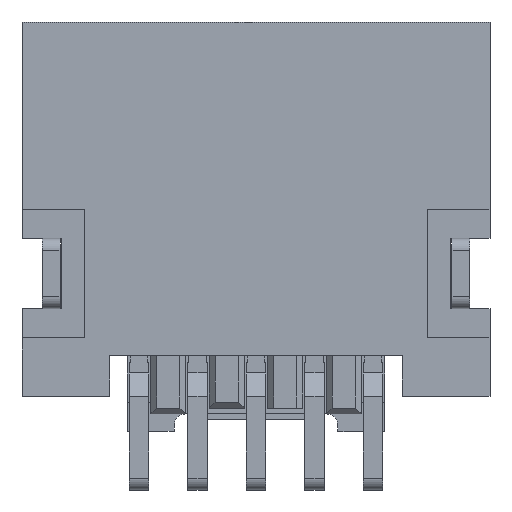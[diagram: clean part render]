
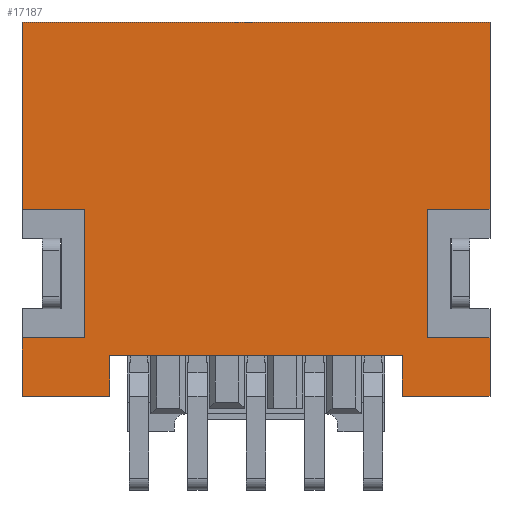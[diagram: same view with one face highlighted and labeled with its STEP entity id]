
A CAD part, front view. The second image highlights one B-rep face of the part: STEP entity #17187.
In plain terms, the highlighted planar face has unit normal (0, -1, 0).
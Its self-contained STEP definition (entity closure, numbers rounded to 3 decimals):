
#81 = LINE ( 'NONE', #8996, #23328 ) ;
#148 = CARTESIAN_POINT ( 'NONE',  ( 2., 0., 0.75 ) ) ;
#311 = ORIENTED_EDGE ( 'NONE', *, *, #14042, .T. ) ;
#365 = CARTESIAN_POINT ( 'NONE',  ( 2., 0., 2.35 ) ) ;
#532 = CARTESIAN_POINT ( 'NONE',  ( -1.465, 0., -0.35 ) ) ;
#728 = CARTESIAN_POINT ( 'NONE',  ( -1.25, 0., -0.85 ) ) ;
#1632 = DIRECTION ( 'NONE',  ( -1., 0., 0. ) ) ;
#1703 = ORIENTED_EDGE ( 'NONE', *, *, #5884, .F. ) ;
#1807 = EDGE_CURVE ( 'NONE', #19362, #2476, #6250, .T. ) ;
#1987 = CARTESIAN_POINT ( 'NONE',  ( 2., 0., -0.85 ) ) ;
#2221 = CARTESIAN_POINT ( 'NONE',  ( 0., 0., 0.75 ) ) ;
#2476 = VERTEX_POINT ( 'NONE', #22079 ) ;
#2520 = LINE ( 'NONE', #728, #10924 ) ;
#2583 = VECTOR ( 'NONE', #13287, 1000. ) ;
#2663 = EDGE_CURVE ( 'NONE', #20722, #13885, #10440, .T. ) ;
#2709 = EDGE_CURVE ( 'NONE', #5603, #3904, #14115, .T. ) ;
#2830 = EDGE_CURVE ( 'NONE', #23244, #15912, #10788, .T. ) ;
#3345 = VERTEX_POINT ( 'NONE', #16796 ) ;
#3562 = ORIENTED_EDGE ( 'NONE', *, *, #2663, .F. ) ;
#3768 = DIRECTION ( 'NONE',  ( 0., 0., 1. ) ) ;
#3814 = AXIS2_PLACEMENT_3D ( 'NONE', #2221, #16707, #7691 ) ;
#3904 = VERTEX_POINT ( 'NONE', #6071 ) ;
#4528 = EDGE_CURVE ( 'NONE', #3345, #19672, #14674, .T. ) ;
#4665 = DIRECTION ( 'NONE',  ( 1., 0., 0. ) ) ;
#4684 = CARTESIAN_POINT ( 'NONE',  ( 1.25, 0., -0.85 ) ) ;
#4749 = CARTESIAN_POINT ( 'NONE',  ( -2., 0., -0.35 ) ) ;
#5167 = ORIENTED_EDGE ( 'NONE', *, *, #1807, .T. ) ;
#5395 = EDGE_CURVE ( 'NONE', #5603, #8857, #20883, .T. ) ;
#5603 = VERTEX_POINT ( 'NONE', #13261 ) ;
#5884 = EDGE_CURVE ( 'NONE', #8857, #20722, #10241, .T. ) ;
#5939 = ORIENTED_EDGE ( 'NONE', *, *, #2709, .T. ) ;
#6071 = CARTESIAN_POINT ( 'NONE',  ( -1.465, 0., 0.75 ) ) ;
#6250 = LINE ( 'NONE', #11601, #17066 ) ;
#6278 = VERTEX_POINT ( 'NONE', #8438 ) ;
#7409 = ORIENTED_EDGE ( 'NONE', *, *, #12243, .F. ) ;
#7459 = CARTESIAN_POINT ( 'NONE',  ( 1.465, 0., -0.35 ) ) ;
#7691 = DIRECTION ( 'NONE',  ( 1., 0., 0. ) ) ;
#7748 = DIRECTION ( 'NONE',  ( 0., 0., 1. ) ) ;
#8023 = ORIENTED_EDGE ( 'NONE', *, *, #5395, .F. ) ;
#8030 = EDGE_CURVE ( 'NONE', #15912, #8783, #81, .T. ) ;
#8150 = EDGE_CURVE ( 'NONE', #21733, #17214, #11600, .T. ) ;
#8186 = LINE ( 'NONE', #11503, #2583 ) ;
#8299 = CARTESIAN_POINT ( 'NONE',  ( 2., 0., 2.35 ) ) ;
#8438 = CARTESIAN_POINT ( 'NONE',  ( 1.25, 0., -0.85 ) ) ;
#8783 = VERTEX_POINT ( 'NONE', #18278 ) ;
#8797 = EDGE_LOOP ( 'NONE', ( #3562, #1703, #8023, #5939, #18057, #18972, #7409, #5167, #311, #10138, #14100, #13162, #15898, #22759, #14369, #20244 ) ) ;
#8857 = VERTEX_POINT ( 'NONE', #16165 ) ;
#8962 = CARTESIAN_POINT ( 'NONE',  ( 1.465, 0., 0.75 ) ) ;
#8996 = CARTESIAN_POINT ( 'NONE',  ( 2., 0., -0.35 ) ) ;
#9001 = DIRECTION ( 'NONE',  ( 0., 0., 1. ) ) ;
#9005 = DIRECTION ( 'NONE',  ( 1., 0., 0. ) ) ;
#9231 = CARTESIAN_POINT ( 'NONE',  ( -2., 0., 0.75 ) ) ;
#9360 = FACE_OUTER_BOUND ( 'NONE', #8797, .T. ) ;
#10016 = VECTOR ( 'NONE', #13128, 1000. ) ;
#10138 = ORIENTED_EDGE ( 'NONE', *, *, #8150, .T. ) ;
#10241 = LINE ( 'NONE', #20929, #13782 ) ;
#10440 = LINE ( 'NONE', #8299, #12559 ) ;
#10507 = LINE ( 'NONE', #4684, #11822 ) ;
#10694 = VECTOR ( 'NONE', #11641, 1000. ) ;
#10788 = LINE ( 'NONE', #18248, #13322 ) ;
#10792 = LINE ( 'NONE', #7459, #16420 ) ;
#10924 = VECTOR ( 'NONE', #7748, 1000. ) ;
#11012 = CARTESIAN_POINT ( 'NONE',  ( 1.25, 0., -0.5 ) ) ;
#11503 = CARTESIAN_POINT ( 'NONE',  ( -2., 0., -0.85 ) ) ;
#11600 = LINE ( 'NONE', #15160, #19155 ) ;
#11601 = CARTESIAN_POINT ( 'NONE',  ( -2., 0., -0.85 ) ) ;
#11641 = DIRECTION ( 'NONE',  ( 0., 0., 1. ) ) ;
#11717 = VECTOR ( 'NONE', #15982, 1000. ) ;
#11782 = CARTESIAN_POINT ( 'NONE',  ( -2., 0., -0.85 ) ) ;
#11822 = VECTOR ( 'NONE', #22845, 1000. ) ;
#11875 = CARTESIAN_POINT ( 'NONE',  ( -2., 0., 0.75 ) ) ;
#12243 = EDGE_CURVE ( 'NONE', #19362, #19672, #8186, .T. ) ;
#12459 = LINE ( 'NONE', #11012, #22377 ) ;
#12559 = VECTOR ( 'NONE', #13537, 1000. ) ;
#13128 = DIRECTION ( 'NONE',  ( -1., 0., 0. ) ) ;
#13162 = ORIENTED_EDGE ( 'NONE', *, *, #17794, .T. ) ;
#13261 = CARTESIAN_POINT ( 'NONE',  ( -2., 0., 0.75 ) ) ;
#13287 = DIRECTION ( 'NONE',  ( 0., 0., 1. ) ) ;
#13322 = VECTOR ( 'NONE', #9001, 1000. ) ;
#13386 = CARTESIAN_POINT ( 'NONE',  ( -1.25, 0., -0.5 ) ) ;
#13537 = DIRECTION ( 'NONE',  ( 0., 0., -1. ) ) ;
#13782 = VECTOR ( 'NONE', #4665, 1000. ) ;
#13885 = VERTEX_POINT ( 'NONE', #148 ) ;
#14042 = EDGE_CURVE ( 'NONE', #2476, #21733, #2520, .T. ) ;
#14100 = ORIENTED_EDGE ( 'NONE', *, *, #15861, .T. ) ;
#14115 = LINE ( 'NONE', #9231, #15964 ) ;
#14369 = ORIENTED_EDGE ( 'NONE', *, *, #20841, .T. ) ;
#14592 = DIRECTION ( 'NONE',  ( 0., 0., -1. ) ) ;
#14674 = LINE ( 'NONE', #532, #10016 ) ;
#15024 = EDGE_CURVE ( 'NONE', #3904, #3345, #19428, .T. ) ;
#15160 = CARTESIAN_POINT ( 'NONE',  ( -1.25, 0., -0.5 ) ) ;
#15861 = EDGE_CURVE ( 'NONE', #17214, #6278, #12459, .T. ) ;
#15898 = ORIENTED_EDGE ( 'NONE', *, *, #2830, .T. ) ;
#15912 = VERTEX_POINT ( 'NONE', #19582 ) ;
#15964 = VECTOR ( 'NONE', #21585, 1000. ) ;
#15982 = DIRECTION ( 'NONE',  ( 0., 0., -1. ) ) ;
#16165 = CARTESIAN_POINT ( 'NONE',  ( -2., 0., 2.35 ) ) ;
#16420 = VECTOR ( 'NONE', #3768, 1000. ) ;
#16707 = DIRECTION ( 'NONE',  ( 0., 1., 0. ) ) ;
#16796 = CARTESIAN_POINT ( 'NONE',  ( -1.465, 0., -0.35 ) ) ;
#17066 = VECTOR ( 'NONE', #18956, 1000. ) ;
#17187 = ADVANCED_FACE ( 'NONE', ( #9360 ), #18496, .F. ) ;
#17214 = VERTEX_POINT ( 'NONE', #22179 ) ;
#17794 = EDGE_CURVE ( 'NONE', #6278, #23244, #10507, .T. ) ;
#18057 = ORIENTED_EDGE ( 'NONE', *, *, #15024, .T. ) ;
#18137 = LINE ( 'NONE', #20147, #19837 ) ;
#18248 = CARTESIAN_POINT ( 'NONE',  ( 2., 0., -0.85 ) ) ;
#18278 = CARTESIAN_POINT ( 'NONE',  ( 1.465, 0., -0.35 ) ) ;
#18496 = PLANE ( 'NONE',  #3814 ) ;
#18956 = DIRECTION ( 'NONE',  ( 1., 0., 0. ) ) ;
#18972 = ORIENTED_EDGE ( 'NONE', *, *, #4528, .T. ) ;
#18999 = VERTEX_POINT ( 'NONE', #8962 ) ;
#19155 = VECTOR ( 'NONE', #20136, 1000. ) ;
#19362 = VERTEX_POINT ( 'NONE', #11782 ) ;
#19428 = LINE ( 'NONE', #21327, #11717 ) ;
#19582 = CARTESIAN_POINT ( 'NONE',  ( 2., 0., -0.35 ) ) ;
#19672 = VERTEX_POINT ( 'NONE', #4749 ) ;
#19837 = VECTOR ( 'NONE', #9005, 1000. ) ;
#20136 = DIRECTION ( 'NONE',  ( 1., 0., 0. ) ) ;
#20147 = CARTESIAN_POINT ( 'NONE',  ( 1.465, 0., 0.75 ) ) ;
#20244 = ORIENTED_EDGE ( 'NONE', *, *, #20859, .T. ) ;
#20722 = VERTEX_POINT ( 'NONE', #365 ) ;
#20841 = EDGE_CURVE ( 'NONE', #8783, #18999, #10792, .T. ) ;
#20859 = EDGE_CURVE ( 'NONE', #18999, #13885, #18137, .T. ) ;
#20883 = LINE ( 'NONE', #11875, #10694 ) ;
#20929 = CARTESIAN_POINT ( 'NONE',  ( -2., 0., 2.35 ) ) ;
#21327 = CARTESIAN_POINT ( 'NONE',  ( -1.465, 0., 0.75 ) ) ;
#21585 = DIRECTION ( 'NONE',  ( 1., 0., 0. ) ) ;
#21733 = VERTEX_POINT ( 'NONE', #13386 ) ;
#22079 = CARTESIAN_POINT ( 'NONE',  ( -1.25, 0., -0.85 ) ) ;
#22179 = CARTESIAN_POINT ( 'NONE',  ( 1.25, 0., -0.5 ) ) ;
#22377 = VECTOR ( 'NONE', #14592, 1000. ) ;
#22759 = ORIENTED_EDGE ( 'NONE', *, *, #8030, .T. ) ;
#22845 = DIRECTION ( 'NONE',  ( 1., 0., 0. ) ) ;
#23244 = VERTEX_POINT ( 'NONE', #1987 ) ;
#23328 = VECTOR ( 'NONE', #1632, 1000. ) ;
